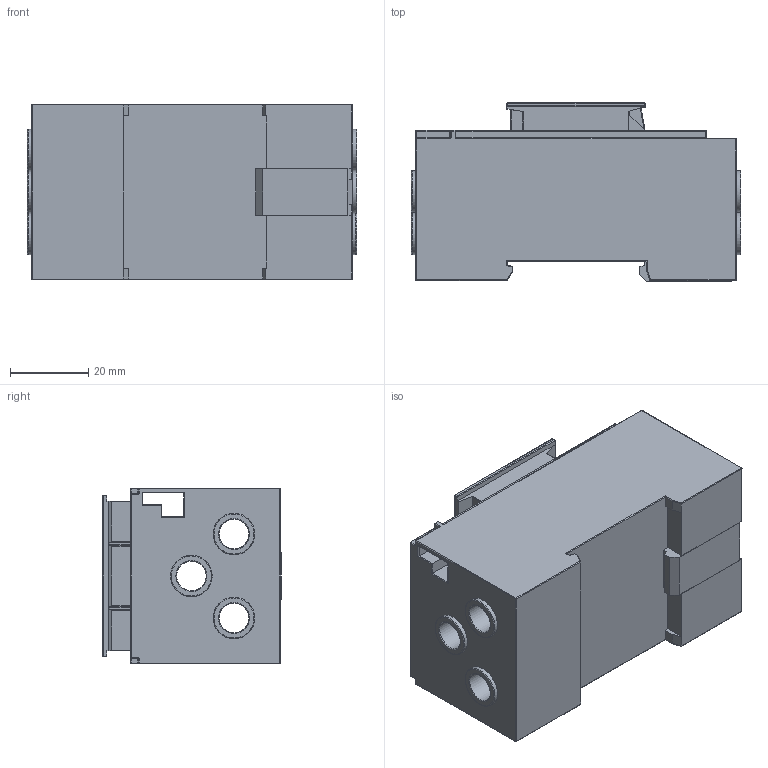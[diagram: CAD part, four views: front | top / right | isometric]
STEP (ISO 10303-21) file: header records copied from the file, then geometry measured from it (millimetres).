
FILE_DESCRIPTION (( 'STEP AP214' ), '1' );
FILE_NAME ('3UF710x_1AA00-0_3D_v1.STP', '2013-12-02T13:06:10', ( '' ), ( '' ), 'SwSTEP 2.0', 'SolidWorks 2013', '' );
FILE_SCHEMA (( 'AUTOMOTIVE_DESIGN' ));
Length unit declared in the file: millimetre
Products named in the file (1): 3UF710x_1AA00-0_3D_v1
Bounding box: 83.97 x 45.4 x 44.8 mm (x, y, z)
Volume: 120329.7 mm3; surface area: 28512.5 mm2
Topology: 1 solids, 1 shells, 679 faces, 1712 edges, 1066 vertices
Faces by surface type: plane 404, cylinder 142, bspline 133
Full cylindrical faces by diameter (mm): 7.5 x3, 10.599 x5
Entity records: 33099 total; most frequent: CARTESIAN_POINT 10518, ORIENTED_EDGE 3336, DIRECTION 2648, EDGE_CURVE 1668, LINE 1244, VECTOR 1244, VERTEX_POINT 1066, EDGE_LOOP 762
